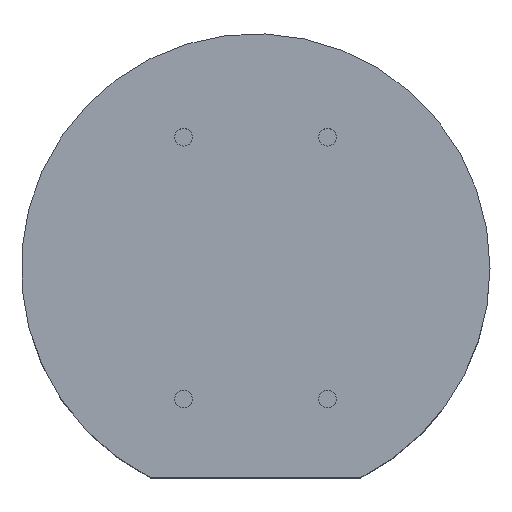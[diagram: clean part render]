
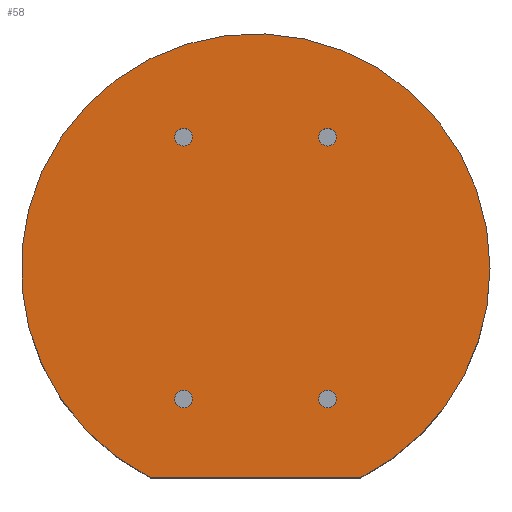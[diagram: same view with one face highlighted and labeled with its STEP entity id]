
A CAD part, top view. The second image highlights one B-rep face of the part: STEP entity #58.
In plain terms, the highlighted planar face has unit normal (0, 0, 1).
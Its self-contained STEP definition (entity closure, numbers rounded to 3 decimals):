
#40 = VERTEX_POINT('',#41);
#41 = CARTESIAN_POINT('',(12.35,8.,-17.));
#46 = EDGE_CURVE('',#40,#40,#47,.T.);
#47 = CIRCLE('',#48,1.35);
#48 = AXIS2_PLACEMENT_3D('',#49,#50,#51);
#49 = CARTESIAN_POINT('',(11.,8.,-17.));
#50 = DIRECTION('',(0.,0.,1.));
#51 = DIRECTION('',(1.,0.,0.));
#58 = ADVANCED_FACE('',(#59,#87,#98,#109,#120),#123,.T.);
#59 = FACE_BOUND('',#60,.T.);
#60 = EDGE_LOOP('',(#61,#72,#81));
#61 = ORIENTED_EDGE('',*,*,#62,.F.);
#62 = EDGE_CURVE('',#63,#65,#67,.T.);
#63 = VERTEX_POINT('',#64);
#64 = CARTESIAN_POINT('',(35.821,-12.,-17.));
#65 = VERTEX_POINT('',#66);
#66 = CARTESIAN_POINT('',(16.099,-44.,-17.));
#67 = CIRCLE('',#68,35.821);
#68 = AXIS2_PLACEMENT_3D('',#69,#70,#71);
#69 = CARTESIAN_POINT('',(0.,-12.,-17.));
#70 = DIRECTION('',(0.,0.,-1.));
#71 = DIRECTION('',(1.,0.,0.));
#72 = ORIENTED_EDGE('',*,*,#73,.F.);
#73 = EDGE_CURVE('',#74,#63,#76,.T.);
#74 = VERTEX_POINT('',#75);
#75 = CARTESIAN_POINT('',(-16.099,-44.,-17.));
#76 = CIRCLE('',#77,35.821);
#77 = AXIS2_PLACEMENT_3D('',#78,#79,#80);
#78 = CARTESIAN_POINT('',(0.,-12.,-17.));
#79 = DIRECTION('',(0.,0.,-1.));
#80 = DIRECTION('',(1.,0.,0.));
#81 = ORIENTED_EDGE('',*,*,#82,.T.);
#82 = EDGE_CURVE('',#74,#65,#83,.T.);
#83 = LINE('',#84,#85);
#84 = CARTESIAN_POINT('',(-18.744,-44.,-17.));
#85 = VECTOR('',#86,1.);
#86 = DIRECTION('',(1.,0.,0.));
#87 = FACE_BOUND('',#88,.T.);
#88 = EDGE_LOOP('',(#89));
#89 = ORIENTED_EDGE('',*,*,#90,.F.);
#90 = EDGE_CURVE('',#91,#91,#93,.T.);
#91 = VERTEX_POINT('',#92);
#92 = CARTESIAN_POINT('',(-9.65,-32.,-17.));
#93 = CIRCLE('',#94,1.35);
#94 = AXIS2_PLACEMENT_3D('',#95,#96,#97);
#95 = CARTESIAN_POINT('',(-11.,-32.,-17.));
#96 = DIRECTION('',(0.,0.,1.));
#97 = DIRECTION('',(1.,0.,0.));
#98 = FACE_BOUND('',#99,.T.);
#99 = EDGE_LOOP('',(#100));
#100 = ORIENTED_EDGE('',*,*,#101,.F.);
#101 = EDGE_CURVE('',#102,#102,#104,.T.);
#102 = VERTEX_POINT('',#103);
#103 = CARTESIAN_POINT('',(12.35,-32.,-17.));
#104 = CIRCLE('',#105,1.35);
#105 = AXIS2_PLACEMENT_3D('',#106,#107,#108);
#106 = CARTESIAN_POINT('',(11.,-32.,-17.));
#107 = DIRECTION('',(0.,0.,1.));
#108 = DIRECTION('',(1.,0.,0.));
#109 = FACE_BOUND('',#110,.T.);
#110 = EDGE_LOOP('',(#111));
#111 = ORIENTED_EDGE('',*,*,#112,.F.);
#112 = EDGE_CURVE('',#113,#113,#115,.T.);
#113 = VERTEX_POINT('',#114);
#114 = CARTESIAN_POINT('',(-9.65,8.,-17.));
#115 = CIRCLE('',#116,1.35);
#116 = AXIS2_PLACEMENT_3D('',#117,#118,#119);
#117 = CARTESIAN_POINT('',(-11.,8.,-17.));
#118 = DIRECTION('',(0.,0.,1.));
#119 = DIRECTION('',(1.,0.,0.));
#120 = FACE_BOUND('',#121,.T.);
#121 = EDGE_LOOP('',(#122));
#122 = ORIENTED_EDGE('',*,*,#46,.F.);
#123 = PLANE('',#124);
#124 = AXIS2_PLACEMENT_3D('',#125,#126,#127);
#125 = CARTESIAN_POINT('',(0.,-12.,-17.));
#126 = DIRECTION('',(0.,0.,1.));
#127 = DIRECTION('',(1.,0.,0.));
